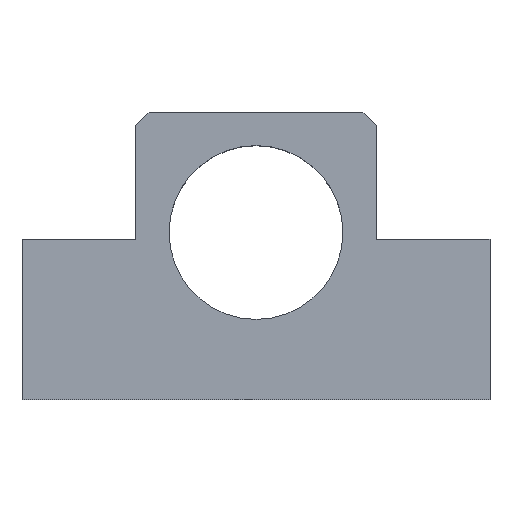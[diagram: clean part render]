
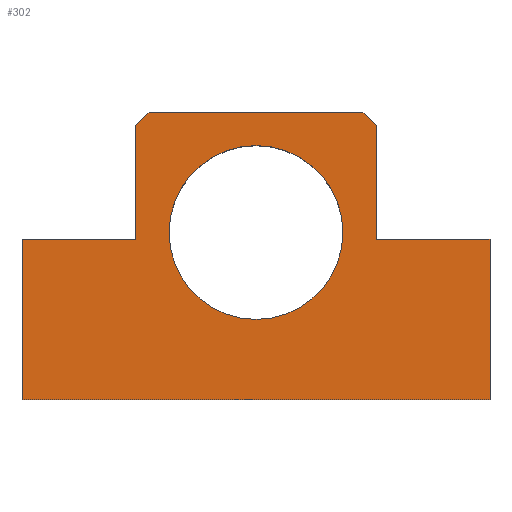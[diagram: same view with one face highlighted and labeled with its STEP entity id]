
A CAD part, top view. The second image highlights one B-rep face of the part: STEP entity #302.
In plain terms, the highlighted planar face has unit normal (0, 0, 1).
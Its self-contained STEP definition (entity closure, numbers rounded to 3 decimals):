
#9 = VECTOR ( 'NONE', #344, 1000. ) ;
#21 = CARTESIAN_POINT ( 'NONE',  ( 0., 0., 0. ) ) ;
#25 = DIRECTION ( 'NONE',  ( -0.707, -0.707, 0. ) ) ;
#29 = LINE ( 'NONE', #98, #535 ) ;
#34 = FACE_BOUND ( 'NONE', #184, .T. ) ;
#35 = EDGE_CURVE ( 'NONE', #347, #278, #29, .T. ) ;
#47 = CIRCLE ( 'NONE', #495, 13. ) ;
#54 = PLANE ( 'NONE',  #397 ) ;
#59 = CARTESIAN_POINT ( 'NONE',  ( -13., 0., 0. ) ) ;
#70 = VERTEX_POINT ( 'NONE', #205 ) ;
#74 = CARTESIAN_POINT ( 'NONE',  ( -18., 16., 0. ) ) ;
#79 = CARTESIAN_POINT ( 'NONE',  ( 35., -1., 0. ) ) ;
#80 = ORIENTED_EDGE ( 'NONE', *, *, #561, .T. ) ;
#81 = DIRECTION ( 'NONE',  ( -1., 0., 0. ) ) ;
#82 = DIRECTION ( 'NONE',  ( 0., 0., 1. ) ) ;
#88 = EDGE_CURVE ( 'NONE', #256, #538, #314, .T. ) ;
#89 = DIRECTION ( 'NONE',  ( -1., 0., 0. ) ) ;
#93 = VECTOR ( 'NONE', #432, 1000. ) ;
#95 = LINE ( 'NONE', #553, #646 ) ;
#97 = CARTESIAN_POINT ( 'NONE',  ( -35., -1., 0. ) ) ;
#98 = CARTESIAN_POINT ( 'NONE',  ( -18., -1., 0. ) ) ;
#107 = VECTOR ( 'NONE', #89, 1000. ) ;
#109 = LINE ( 'NONE', #247, #93 ) ;
#112 = VERTEX_POINT ( 'NONE', #59 ) ;
#131 = VECTOR ( 'NONE', #25, 1000. ) ;
#133 = ORIENTED_EDGE ( 'NONE', *, *, #88, .T. ) ;
#138 = DIRECTION ( 'NONE',  ( 0., -1., 0. ) ) ;
#149 = VECTOR ( 'NONE', #81, 1000. ) ;
#155 = VERTEX_POINT ( 'NONE', #532 ) ;
#156 = EDGE_LOOP ( 'NONE', ( #349, #360, #604, #574, #534, #133, #80, #461, #358, #336 ) ) ;
#162 = DIRECTION ( 'NONE',  ( 0., 0., 1. ) ) ;
#165 = DIRECTION ( 'NONE',  ( 1., 0., 0. ) ) ;
#173 = CARTESIAN_POINT ( 'NONE',  ( 16., 18., 0. ) ) ;
#178 = VECTOR ( 'NONE', #566, 1000. ) ;
#184 = EDGE_LOOP ( 'NONE', ( #189, #230 ) ) ;
#189 = ORIENTED_EDGE ( 'NONE', *, *, #254, .F. ) ;
#192 = VERTEX_POINT ( 'NONE', #572 ) ;
#205 = CARTESIAN_POINT ( 'NONE',  ( 13., 0., 0. ) ) ;
#215 = CARTESIAN_POINT ( 'NONE',  ( -16., 18., 0. ) ) ;
#230 = ORIENTED_EDGE ( 'NONE', *, *, #504, .F. ) ;
#235 = VECTOR ( 'NONE', #490, 1000. ) ;
#247 = CARTESIAN_POINT ( 'NONE',  ( -35., -1., 0. ) ) ;
#250 = EDGE_CURVE ( 'NONE', #155, #347, #546, .T. ) ;
#254 = EDGE_CURVE ( 'NONE', #70, #112, #575, .T. ) ;
#256 = VERTEX_POINT ( 'NONE', #299 ) ;
#257 = EDGE_CURVE ( 'NONE', #427, #256, #368, .T. ) ;
#278 = VERTEX_POINT ( 'NONE', #494 ) ;
#280 = VERTEX_POINT ( 'NONE', #647 ) ;
#288 = VERTEX_POINT ( 'NONE', #517 ) ;
#295 = EDGE_CURVE ( 'NONE', #288, #280, #501, .T. ) ;
#297 = DIRECTION ( 'NONE',  ( 1., 0., 0. ) ) ;
#299 = CARTESIAN_POINT ( 'NONE',  ( 35., -25., 0. ) ) ;
#302 = ADVANCED_FACE ( 'NONE', ( #34, #420 ), #54, .T. ) ;
#312 = DIRECTION ( 'NONE',  ( -0.707, 0.707, 0. ) ) ;
#314 = LINE ( 'NONE', #580, #9 ) ;
#336 = ORIENTED_EDGE ( 'NONE', *, *, #453, .T. ) ;
#338 = LINE ( 'NONE', #418, #178 ) ;
#342 = EDGE_CURVE ( 'NONE', #404, #427, #95, .T. ) ;
#344 = DIRECTION ( 'NONE',  ( 0., 1., 0. ) ) ;
#347 = VERTEX_POINT ( 'NONE', #74 ) ;
#349 = ORIENTED_EDGE ( 'NONE', *, *, #250, .T. ) ;
#358 = ORIENTED_EDGE ( 'NONE', *, *, #295, .T. ) ;
#359 = CARTESIAN_POINT ( 'NONE',  ( 0., 0., 0. ) ) ;
#360 = ORIENTED_EDGE ( 'NONE', *, *, #35, .T. ) ;
#361 = EDGE_CURVE ( 'NONE', #192, #288, #338, .T. ) ;
#368 = LINE ( 'NONE', #429, #235 ) ;
#395 = LINE ( 'NONE', #215, #107 ) ;
#397 = AXIS2_PLACEMENT_3D ( 'NONE', #359, #482, #582 ) ;
#402 = VECTOR ( 'NONE', #312, 1000. ) ;
#404 = VERTEX_POINT ( 'NONE', #97 ) ;
#418 = CARTESIAN_POINT ( 'NONE',  ( 18., -1., 0. ) ) ;
#420 = FACE_OUTER_BOUND ( 'NONE', #156, .T. ) ;
#421 = DIRECTION ( 'NONE',  ( 0., -1., 0. ) ) ;
#426 = CARTESIAN_POINT ( 'NONE',  ( 35., -1., 0. ) ) ;
#427 = VERTEX_POINT ( 'NONE', #459 ) ;
#429 = CARTESIAN_POINT ( 'NONE',  ( -35., -25., 0. ) ) ;
#432 = DIRECTION ( 'NONE',  ( -1., 0., 0. ) ) ;
#453 = EDGE_CURVE ( 'NONE', #280, #155, #395, .T. ) ;
#459 = CARTESIAN_POINT ( 'NONE',  ( -35., -25., 0. ) ) ;
#461 = ORIENTED_EDGE ( 'NONE', *, *, #361, .T. ) ;
#476 = CARTESIAN_POINT ( 'NONE',  ( 0., 0., 0. ) ) ;
#482 = DIRECTION ( 'NONE',  ( 0., 0., 1. ) ) ;
#490 = DIRECTION ( 'NONE',  ( 1., 0., 0. ) ) ;
#494 = CARTESIAN_POINT ( 'NONE',  ( -18., -1., 0. ) ) ;
#495 = AXIS2_PLACEMENT_3D ( 'NONE', #21, #162, #297 ) ;
#501 = LINE ( 'NONE', #173, #402 ) ;
#504 = EDGE_CURVE ( 'NONE', #112, #70, #47, .T. ) ;
#517 = CARTESIAN_POINT ( 'NONE',  ( 18., 16., 0. ) ) ;
#526 = LINE ( 'NONE', #426, #149 ) ;
#532 = CARTESIAN_POINT ( 'NONE',  ( -16., 18., 0. ) ) ;
#534 = ORIENTED_EDGE ( 'NONE', *, *, #257, .T. ) ;
#535 = VECTOR ( 'NONE', #138, 1000. ) ;
#538 = VERTEX_POINT ( 'NONE', #79 ) ;
#546 = LINE ( 'NONE', #617, #131 ) ;
#553 = CARTESIAN_POINT ( 'NONE',  ( -35., -25., 0. ) ) ;
#561 = EDGE_CURVE ( 'NONE', #538, #192, #526, .T. ) ;
#566 = DIRECTION ( 'NONE',  ( 0., 1., 0. ) ) ;
#572 = CARTESIAN_POINT ( 'NONE',  ( 18., -1., 0. ) ) ;
#574 = ORIENTED_EDGE ( 'NONE', *, *, #342, .T. ) ;
#575 = CIRCLE ( 'NONE', #621, 13. ) ;
#580 = CARTESIAN_POINT ( 'NONE',  ( 35., -25., 0. ) ) ;
#582 = DIRECTION ( 'NONE',  ( 1., 0., 0. ) ) ;
#604 = ORIENTED_EDGE ( 'NONE', *, *, #640, .T. ) ;
#617 = CARTESIAN_POINT ( 'NONE',  ( -16., 18., 0. ) ) ;
#621 = AXIS2_PLACEMENT_3D ( 'NONE', #476, #82, #165 ) ;
#640 = EDGE_CURVE ( 'NONE', #278, #404, #109, .T. ) ;
#646 = VECTOR ( 'NONE', #421, 1000. ) ;
#647 = CARTESIAN_POINT ( 'NONE',  ( 16., 18., 0. ) ) ;
